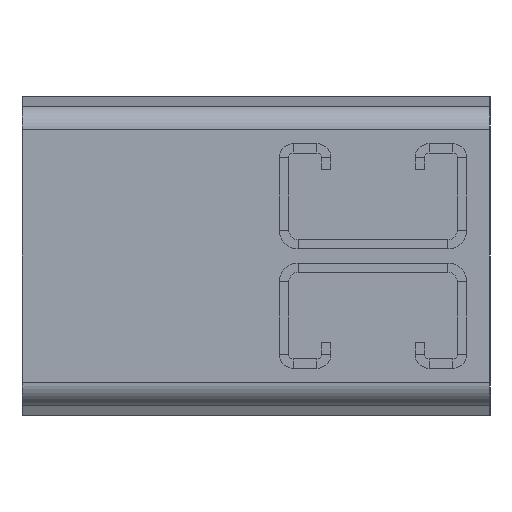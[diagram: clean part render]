
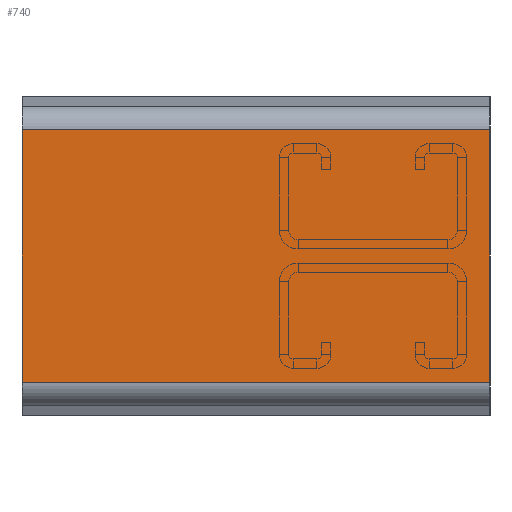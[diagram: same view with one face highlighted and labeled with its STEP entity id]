
A CAD part, left-side view. The second image highlights one B-rep face of the part: STEP entity #740.
In plain terms, the highlighted face is planar.
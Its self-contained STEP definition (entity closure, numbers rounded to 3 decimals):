
#50 = EDGE_CURVE ( 'NONE', #599, #1791, #479, .T. ) ;
#121 = ORIENTED_EDGE ( 'NONE', *, *, #1804, .F. ) ;
#215 = CARTESIAN_POINT ( 'NONE',  ( 50., 31.25, 0. ) ) ;
#375 = ORIENTED_EDGE ( 'NONE', *, *, #1527, .T. ) ;
#479 = LINE ( 'NONE', #1531, #762 ) ;
#513 = VECTOR ( 'NONE', #1839, 1000. ) ;
#518 = CARTESIAN_POINT ( 'NONE',  ( 50., 31.25, 0. ) ) ;
#536 = DIRECTION ( 'NONE',  ( -1., 0., 0. ) ) ;
#555 = VERTEX_POINT ( 'NONE', #974 ) ;
#599 = VERTEX_POINT ( 'NONE', #671 ) ;
#628 = VECTOR ( 'NONE', #1373, 1000. ) ;
#646 = CARTESIAN_POINT ( 'NONE',  ( 50., -26.98, 0. ) ) ;
#671 = CARTESIAN_POINT ( 'NONE',  ( 50., 26.98, 0. ) ) ;
#740 = ADVANCED_FACE ( 'NONE', ( #1344 ), #1230, .F. ) ;
#762 = VECTOR ( 'NONE', #536, 1000. ) ;
#790 = DIRECTION ( 'NONE',  ( 1., 0., 0. ) ) ;
#860 = DIRECTION ( 'NONE',  ( 0., 1., 0. ) ) ;
#900 = ORIENTED_EDGE ( 'NONE', *, *, #50, .F. ) ;
#922 = AXIS2_PLACEMENT_3D ( 'NONE', #215, #1786, #790 ) ;
#974 = CARTESIAN_POINT ( 'NONE',  ( -50., -26.98, 0. ) ) ;
#994 = LINE ( 'NONE', #518, #513 ) ;
#995 = CARTESIAN_POINT ( 'NONE',  ( 50., -26.98, 0. ) ) ;
#1059 = VERTEX_POINT ( 'NONE', #995 ) ;
#1230 = PLANE ( 'NONE',  #922 ) ;
#1258 = EDGE_CURVE ( 'NONE', #1059, #555, #1410, .T. ) ;
#1344 = FACE_OUTER_BOUND ( 'NONE', #1494, .T. ) ;
#1373 = DIRECTION ( 'NONE',  ( -1., 0., 0. ) ) ;
#1410 = LINE ( 'NONE', #646, #628 ) ;
#1461 = LINE ( 'NONE', #1567, #1776 ) ;
#1494 = EDGE_LOOP ( 'NONE', ( #375, #900, #121, #1572 ) ) ;
#1527 = EDGE_CURVE ( 'NONE', #555, #1791, #1461, .T. ) ;
#1529 = CARTESIAN_POINT ( 'NONE',  ( -50., 26.98, 0. ) ) ;
#1531 = CARTESIAN_POINT ( 'NONE',  ( 50., 26.98, 0. ) ) ;
#1567 = CARTESIAN_POINT ( 'NONE',  ( -50., 31.25, 0. ) ) ;
#1572 = ORIENTED_EDGE ( 'NONE', *, *, #1258, .T. ) ;
#1776 = VECTOR ( 'NONE', #860, 1000. ) ;
#1786 = DIRECTION ( 'NONE',  ( 0., 0., 1. ) ) ;
#1791 = VERTEX_POINT ( 'NONE', #1529 ) ;
#1804 = EDGE_CURVE ( 'NONE', #1059, #599, #994, .T. ) ;
#1839 = DIRECTION ( 'NONE',  ( 0., 1., 0. ) ) ;
